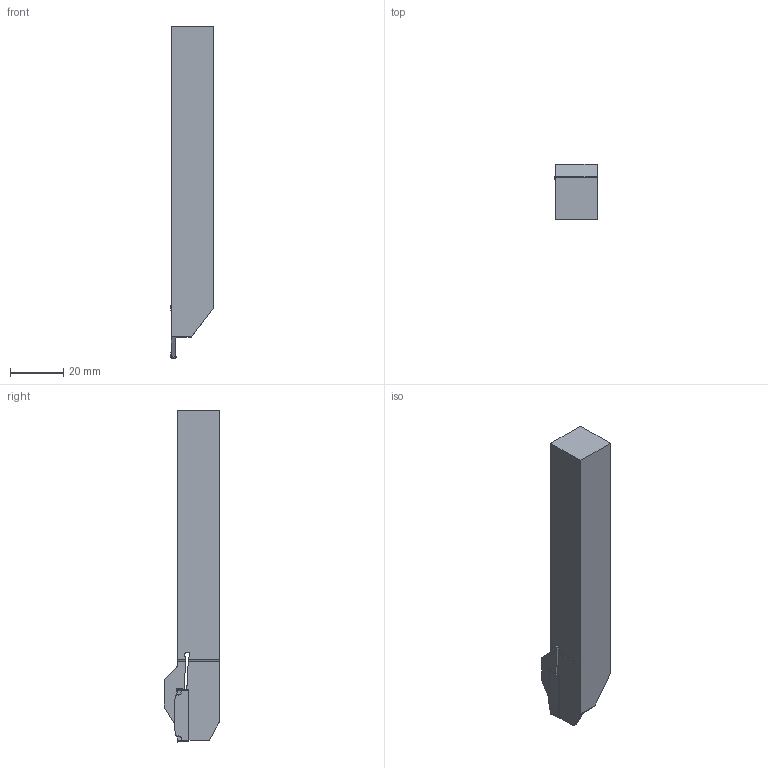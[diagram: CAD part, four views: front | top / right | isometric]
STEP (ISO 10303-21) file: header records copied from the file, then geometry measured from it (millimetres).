
FILE_DESCRIPTION(/* description */ (''),/* implementation_level */ '2;1');
FILE_NAME(/* name */ 'TOOLASSEMBLY_1.STP',/* time_stamp */ '2022-11-21T07:49:21+01:00',/* author */ (''),/* organization */ ('SMS'),/* preprocessor_version */ 'ST-DEVELOPER v16.7',/* originating_system */ 'SIEMENS PLM Software NX 12.0',/* authorisation */ '');
FILE_SCHEMA (('AUTOMOTIVE_DESIGN { 1 0 10303 214 3 1 1 1 }'));
Length unit declared in the file: millimetre
Products named in the file (4): ASSEMBLY_CONSTRUCTION; CUT_20221121074802; NOCUT_20221121074711; TOOLASSEMBLY_1
Assembly tree (3 placements, depth 2):
  TOOLASSEMBLY_1
    NOCUT_20221121074711
    CUT_20221121074802
    ASSEMBLY_CONSTRUCTION
Bounding box: 16 x 20.9 x 125 mm (x, y, z)
Volume: 28376.8 mm3; surface area: 8856.6 mm2
Topology: 2 solids, 2 shells, 109 faces, 287 edges, 186 vertices
Faces by surface type: plane 52, bspline 32, cylinder 24, torus 1
Entity records: 4304 total; most frequent: CARTESIAN_POINT 1707, ORIENTED_EDGE 572, DIRECTION 443, EDGE_CURVE 286, VERTEX_POINT 181, LINE 157, VECTOR 157, AXIS2_PLACEMENT_3D 143
